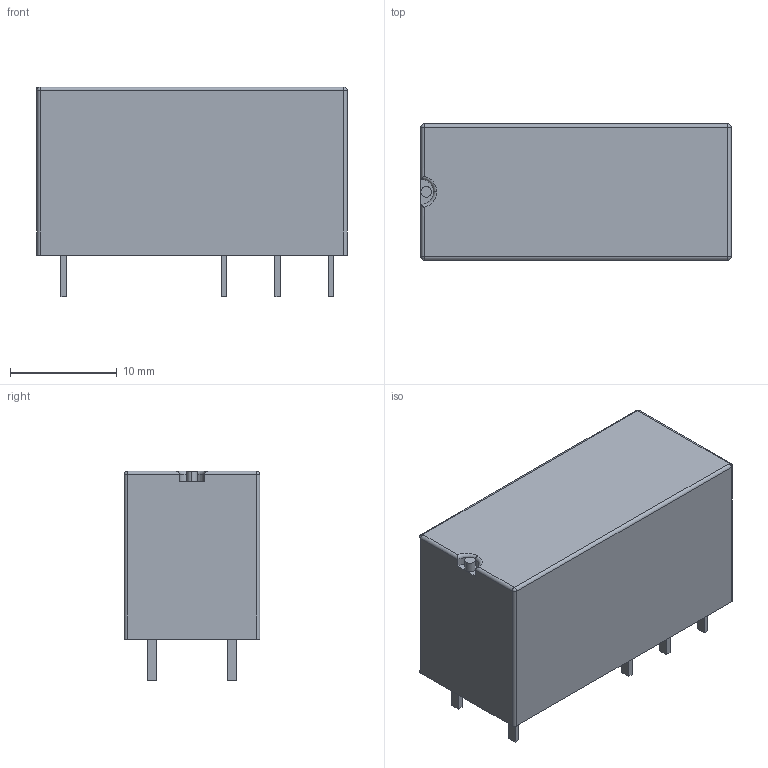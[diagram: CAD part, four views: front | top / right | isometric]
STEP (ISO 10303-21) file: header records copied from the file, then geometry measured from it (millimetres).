
FILE_DESCRIPTION (( 'STEP AP214' ), '1' );
FILE_NAME ('RM84.STEP', '2011-05-27T07:13:07', ( '' ), ( '' ), 'SwSTEP 2.0', 'SolidWorks 2005278', '' );
FILE_SCHEMA (( 'AUTOMOTIVE_DESIGN' ));
Length unit declared in the file: millimetre
Products named in the file (1): RM84
Bounding box: 29 x 12.7 x 19.6 mm (x, y, z)
Volume: 5792.1 mm3; surface area: 2118.7 mm2
Topology: 1 solids, 1 shells, 67 faces, 158 edges, 97 vertices
Faces by surface type: plane 48, cylinder 13, sphere 4, torus 2
Entity records: 1892 total; most frequent: CARTESIAN_POINT 333, DIRECTION 315, ORIENTED_EDGE 308, EDGE_CURVE 154, VECTOR 125, LINE 125, VERTEX_POINT 97, AXIS2_PLACEMENT_3D 95
